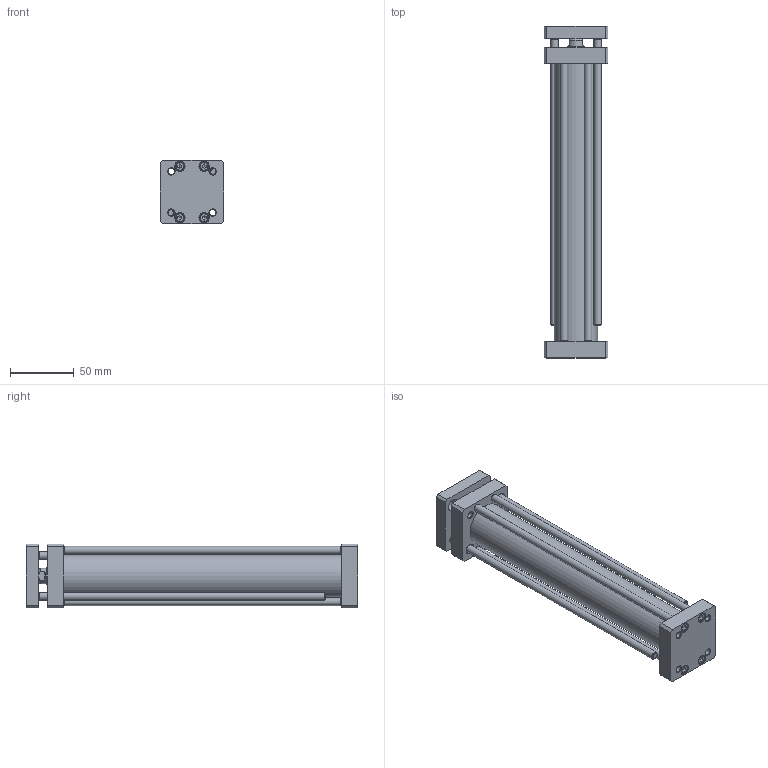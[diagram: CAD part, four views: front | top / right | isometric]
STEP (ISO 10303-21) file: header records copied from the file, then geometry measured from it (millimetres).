
FILE_DESCRIPTION((''),'2;1');
FILE_NAME('XDMA032.200.GS.F.stp','2014-05-26T09:15:03',('carlo.corazza'),(''),'Autodesk Inventor 2012','Autodesk Inventor 2012','');
FILE_SCHEMA(('AUTOMOTIVE_DESIGN { 1 0 10303 214 1 1 1 1 }'));
Length unit declared in the file: millimetre
Products named in the file (8): XDMA032..GS.F; CORPO-200; STELO-200; TAA; TIRANTE-200; TP; STAFFA; COLONNETTA-200
Assembly tree (11 placements, depth 2):
  XDMA032..GS.F
    CORPO-200
    STELO-200
    TAA
    TIRANTE-200  x4
    TP
    STAFFA
    COLONNETTA-200  x2
Bounding box: 50 x 260.5 x 50 mm (x, y, z)
Volume: 163842.7 mm3; surface area: 110152 mm2
Topology: 11 solids, 23 shells, 379 faces, 848 edges, 527 vertices
Faces by surface type: plane 159, cone 126, cylinder 79, torus 15
Full cylindrical faces by diameter (mm): 2.5 x2, 3.242 x10, 4.134 x2, 4.9 x10, 4.917 x7, 5 x2, 6 x6, 6.647 x1, 7 x10, 7.5 x10, 8 x2, 8.566 x2, 9.5 x2, 12 x1, 12.54 x1, 13 x1, 13.7 x1, 14 x1, 16.32 x1, 16.5 x2, 17 x1, 32 x1, 34 x1
Entity records: 9016 total; most frequent: CARTESIAN_POINT 1720, DIRECTION 1422, ORIENTED_EDGE 1102, AXIS2_PLACEMENT_3D 594, EDGE_LOOP 586, EDGE_CURVE 551, VERTEX_POINT 440, STYLED_ITEM 345
